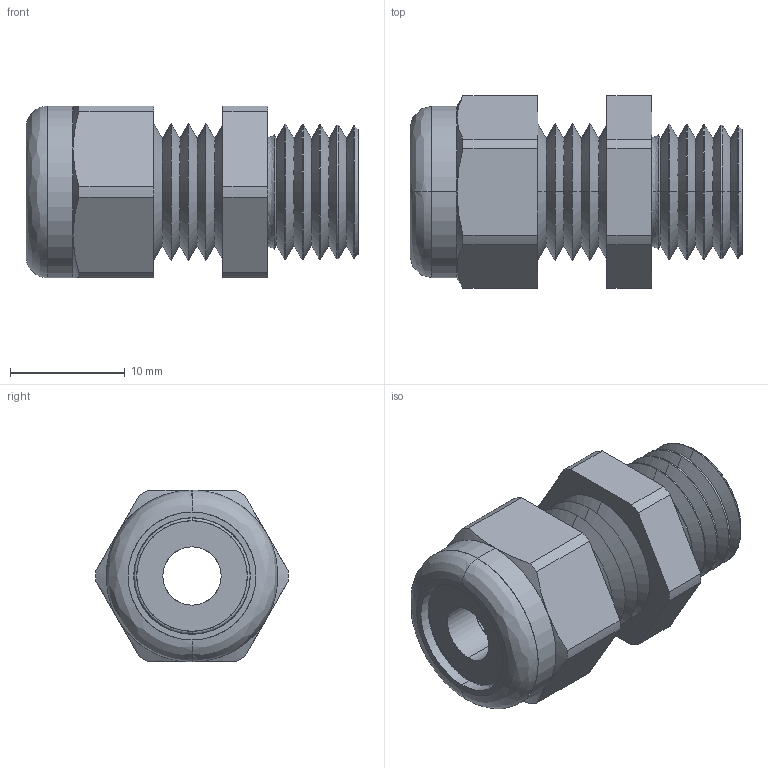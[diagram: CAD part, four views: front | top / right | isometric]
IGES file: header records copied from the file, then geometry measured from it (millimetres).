
Start section: SolidWorks IGES file using analytic representation for surfaces
Global section: file name: CD12MR-GY.IGS; native system: SolidWorks 2007; preprocessor: SolidWorks 2007; author: Administrator; date: 080613.234945; units: inch
Bounding box: 28.96 x 16.78 x 14.99 mm (x, y, z)
Surface area: 2991.5 mm2 (no closed solid volume)
Topology: 0 solids, 0 shells, 108 faces, 900 edges, 900 vertices
Faces by surface type: revolution 80, bspline 28
